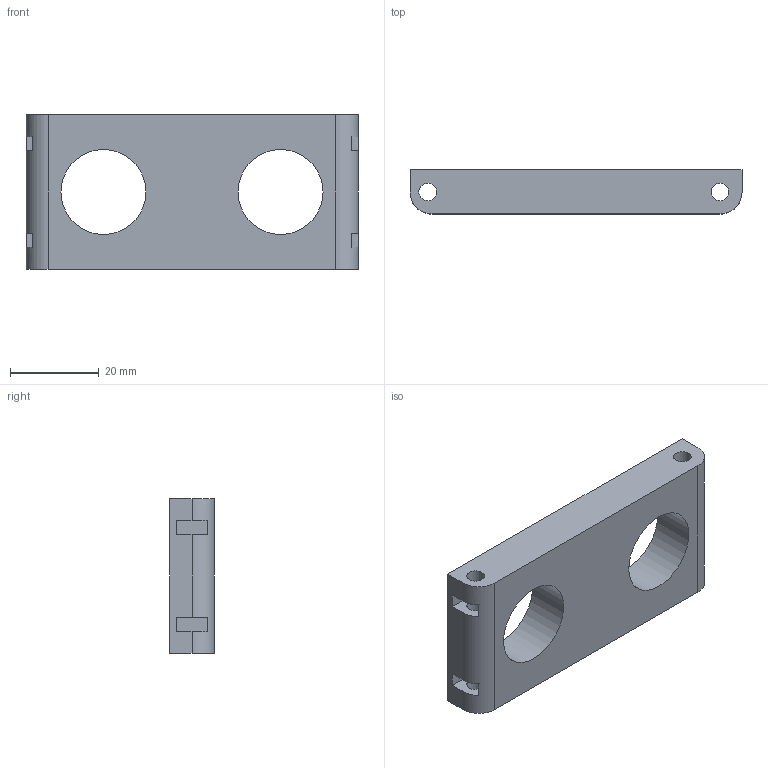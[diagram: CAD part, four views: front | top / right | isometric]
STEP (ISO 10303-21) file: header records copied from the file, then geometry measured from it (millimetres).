
FILE_DESCRIPTION(/* description */ (''),/* implementation_level */ '2;1');
FILE_NAME(/* name */ 'rulman_tut_orta.stp',/* time_stamp */ '2021-07-29T10:02:25-07:00',/* author */ ('nergi'),/* organization */ (''),/* preprocessor_version */ 'ST-DEVELOPER v15.6',/* originating_system */ 'Autodesk Inventor 2015',/* authorisation */ '');
FILE_SCHEMA (('AUTOMOTIVE_DESIGN { 1 0 10303 214 3 1 1 }'));
Length unit declared in the file: millimetre
Products named in the file (1): rulman_tut_orta
Bounding box: 75 x 10 x 35 mm (x, y, z)
Volume: 18489 mm3; surface area: 8675 mm2
Topology: 1 solids, 1 shells, 36 faces, 104 edges, 70 vertices
Faces by surface type: plane 26, cylinder 10
Full cylindrical faces by diameter (mm): 4 x6, 19.2 x2
Entity records: 1190 total; most frequent: CARTESIAN_POINT 199, DIRECTION 196, ORIENTED_EDGE 188, EDGE_CURVE 94, VERTEX_POINT 68, LINE 66, VECTOR 66, AXIS2_PLACEMENT_3D 65
